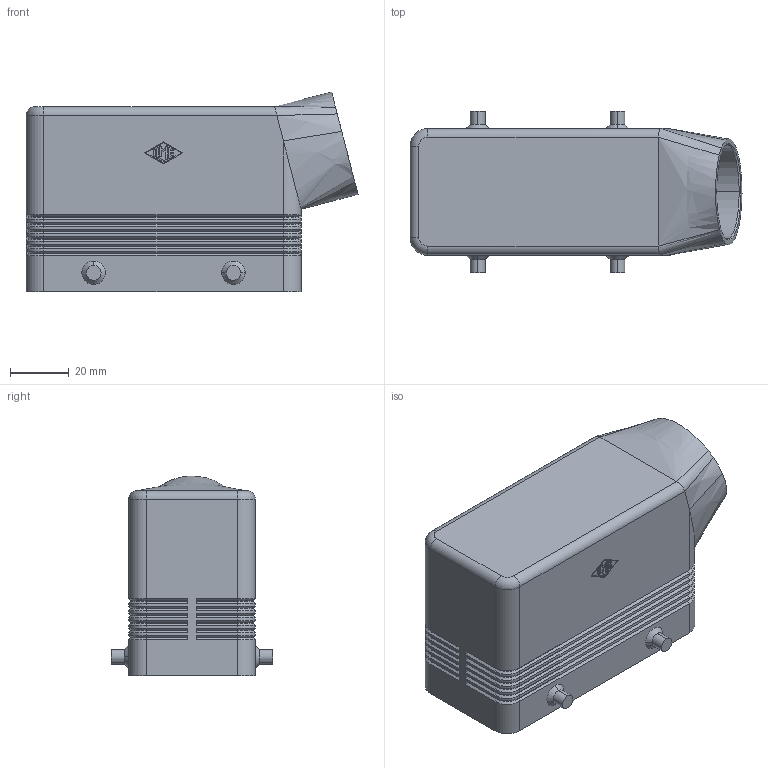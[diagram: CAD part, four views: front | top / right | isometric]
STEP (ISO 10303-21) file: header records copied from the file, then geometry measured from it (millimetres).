
FILE_DESCRIPTION(('Creo Elements/Direct Modeling STEP Export'),'2;1');
FILE_NAME('0ln7uvk49b822932268','2017-02-22T16:08:18',(''),(''),'PTC Creo Elements/Direct Modeling STEP processor for AP214 (Solid Model)','PTC Creo Elements/Direct Modeling 19.0E 27-Jun-2016 (C) Parametric Technology GmbH','');
FILE_SCHEMA(('AUTOMOTIVE_DESIGN { 1 0 10303 214 1 1 1 1 }'));
Length unit declared in the file: millimetre
Products named in the file (1): MHOE_16.32
Bounding box: 112.86 x 55 x 67.96 mm (x, y, z)
Volume: 74582.8 mm3; surface area: 43091.2 mm2
Topology: 1 solids, 1 shells, 411 faces, 977 edges, 578 vertices
Faces by surface type: plane 224, cylinder 109, cone 66, bspline 8, torus 4
Entity records: 15236 total; most frequent: CARTESIAN_POINT 2577, ORIENTED_EDGE 1938, DIRECTION 1934, EDGE_CURVE 969, VECTOR 702, LINE 702, AXIS2_PLACEMENT_3D 616, VERTEX_POINT 578
